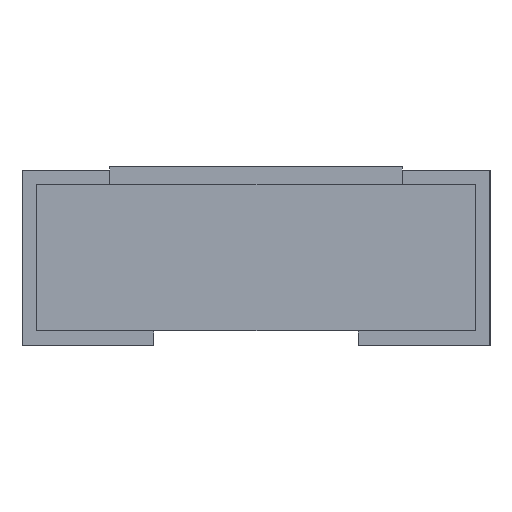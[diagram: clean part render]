
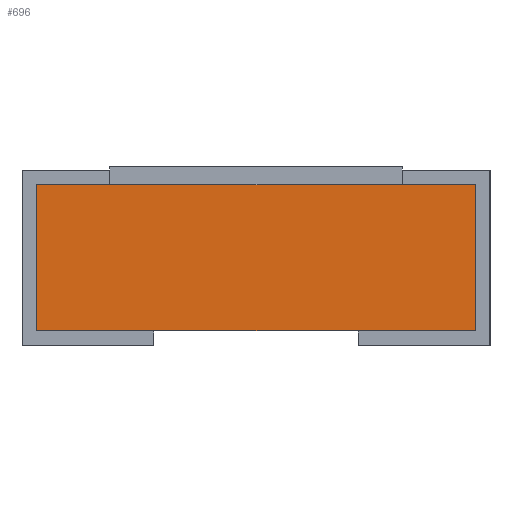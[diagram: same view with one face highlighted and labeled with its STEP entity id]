
A CAD part, left-side view. The second image highlights one B-rep face of the part: STEP entity #696.
In plain terms, the highlighted planar face has unit normal (-1, 0, 0).
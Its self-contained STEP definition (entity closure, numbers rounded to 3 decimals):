
#329 = VERTEX_POINT('',#330);
#330 = CARTESIAN_POINT('',(-1.6,0.756,0.564));
#336 = EDGE_CURVE('',#337,#329,#339,.T.);
#337 = VERTEX_POINT('',#338);
#338 = CARTESIAN_POINT('',(-1.6,-0.744,0.564));
#339 = LINE('',#340,#341);
#340 = CARTESIAN_POINT('',(-1.6,0.756,0.564));
#341 = VECTOR('',#342,1.);
#342 = DIRECTION('',(0.,1.,0.));
#519 = VERTEX_POINT('',#520);
#520 = CARTESIAN_POINT('',(-1.6,-0.744,0.064)
  );
#526 = EDGE_CURVE('',#527,#519,#529,.T.);
#527 = VERTEX_POINT('',#528);
#528 = CARTESIAN_POINT('',(-1.6,0.756,0.064)
  );
#529 = LINE('',#530,#531);
#530 = CARTESIAN_POINT('',(-1.6,0.756,0.064)
  );
#531 = VECTOR('',#532,1.);
#532 = DIRECTION('',(0.,-1.,0.));
#619 = EDGE_CURVE('',#519,#337,#620,.T.);
#620 = LINE('',#621,#622);
#621 = CARTESIAN_POINT('',(-1.6,-0.744,0.064)
  );
#622 = VECTOR('',#623,1.);
#623 = DIRECTION('',(0.,0.,1.));
#641 = EDGE_CURVE('',#329,#527,#642,.T.);
#642 = LINE('',#643,#644);
#643 = CARTESIAN_POINT('',(-1.6,0.756,0.064)
  );
#644 = VECTOR('',#645,1.);
#645 = DIRECTION('',(0.,0.,-1.));
#696 = ADVANCED_FACE('',(#697),#703,.F.);
#697 = FACE_BOUND('',#698,.T.);
#698 = EDGE_LOOP('',(#699,#700,#701,#702));
#699 = ORIENTED_EDGE('',*,*,#619,.T.);
#700 = ORIENTED_EDGE('',*,*,#336,.T.);
#701 = ORIENTED_EDGE('',*,*,#641,.T.);
#702 = ORIENTED_EDGE('',*,*,#526,.T.);
#703 = PLANE('',#704);
#704 = AXIS2_PLACEMENT_3D('',#705,#706,#707);
#705 = CARTESIAN_POINT('',(-1.6,-0.744,0.564));
#706 = DIRECTION('',(1.,0.,0.));
#707 = DIRECTION('',(0.,1.,0.));
